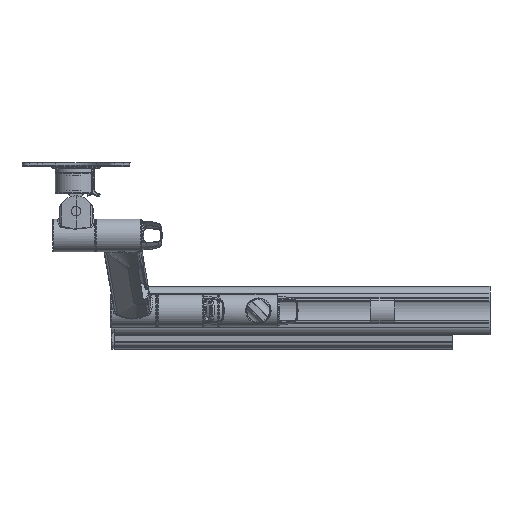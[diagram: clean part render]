
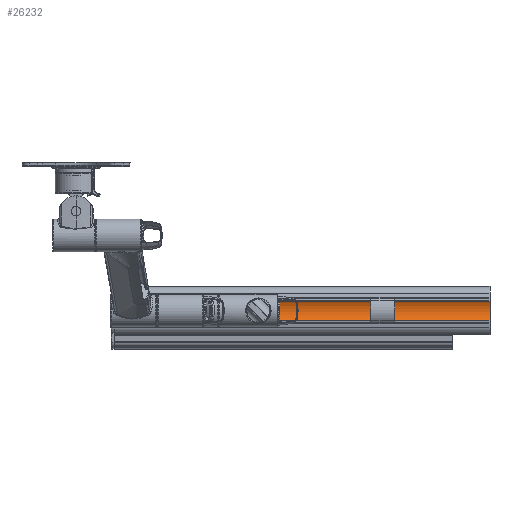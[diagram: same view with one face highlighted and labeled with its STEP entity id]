
A CAD part, left-side view. The second image highlights one B-rep face of the part: STEP entity #26232.
In plain terms, the highlighted cylindrical face has radius 20.75 mm (diameter 41.5 mm), a partial arc.
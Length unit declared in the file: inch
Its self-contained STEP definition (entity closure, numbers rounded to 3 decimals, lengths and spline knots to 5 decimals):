
#23 = VERTEX_POINT ( 'NONE', #30132 ) ;
#603 = DIRECTION ( 'NONE',  ( 0., 0., 1. ) ) ;
#1676 = AXIS2_PLACEMENT_3D ( 'NONE', #5093, #14372, #39892 ) ;
#3976 = CARTESIAN_POINT ( 'NONE',  ( -1.31156, -7.875, 0. ) ) ;
#4445 = DIRECTION ( 'NONE',  ( 0., -1., 0. ) ) ;
#5093 = CARTESIAN_POINT ( 'NONE',  ( -1.31156, 7.875, 0. ) ) ;
#5621 = EDGE_CURVE ( 'NONE', #35810, #29839, #29353, .T. ) ;
#7090 = CARTESIAN_POINT ( 'NONE',  ( -1.31156, 7.875, 0. ) ) ;
#10560 = CARTESIAN_POINT ( 'NONE',  ( -0.69197, 7.875, 0.53242 ) ) ;
#11097 = VECTOR ( 'NONE', #4445, 39.37008 ) ;
#11360 = ORIENTED_EDGE ( 'NONE', *, *, #29598, .T. ) ;
#13490 = EDGE_LOOP ( 'NONE', ( #14259, #22638, #20155, #11360 ) ) ;
#13850 = CARTESIAN_POINT ( 'NONE',  ( -0.69197, 7.875, -0.53242 ) ) ;
#13980 = CARTESIAN_POINT ( 'NONE',  ( -0.69197, 7.875, 0.53242 ) ) ;
#14259 = ORIENTED_EDGE ( 'NONE', *, *, #28404, .F. ) ;
#14372 = DIRECTION ( 'NONE',  ( 0., 1., 0. ) ) ;
#14375 = DIRECTION ( 'NONE',  ( 0., 1., 0. ) ) ;
#15780 = FACE_OUTER_BOUND ( 'NONE', #13490, .T. ) ;
#15884 = LINE ( 'NONE', #10560, #22845 ) ;
#16228 = DIRECTION ( 'NONE',  ( 0., -1., 0. ) ) ;
#19332 = DIRECTION ( 'NONE',  ( 0., 0., -1. ) ) ;
#20155 = ORIENTED_EDGE ( 'NONE', *, *, #5621, .T. ) ;
#22638 = ORIENTED_EDGE ( 'NONE', *, *, #37435, .F. ) ;
#22845 = VECTOR ( 'NONE', #33030, 39.37008 ) ;
#24704 = LINE ( 'NONE', #13850, #11097 ) ;
#26232 = ADVANCED_FACE ( 'NONE', ( #15780 ), #34311, .F. ) ;
#28404 = EDGE_CURVE ( 'NONE', #30214, #23, #29224, .T. ) ;
#29224 = CIRCLE ( 'NONE', #35390, 0.81693 ) ;
#29353 = CIRCLE ( 'NONE', #1676, 0.81693 ) ;
#29598 = EDGE_CURVE ( 'NONE', #29839, #23, #24704, .T. ) ;
#29839 = VERTEX_POINT ( 'NONE', #40924 ) ;
#30132 = CARTESIAN_POINT ( 'NONE',  ( -0.69197, -7.875, -0.53242 ) ) ;
#30214 = VERTEX_POINT ( 'NONE', #31065 ) ;
#31065 = CARTESIAN_POINT ( 'NONE',  ( -0.69197, -7.875, 0.53242 ) ) ;
#32138 = AXIS2_PLACEMENT_3D ( 'NONE', #7090, #16228, #19332 ) ;
#33030 = DIRECTION ( 'NONE',  ( 0., -1., 0. ) ) ;
#34311 = CYLINDRICAL_SURFACE ( 'NONE', #32138, 0.81693 ) ;
#35390 = AXIS2_PLACEMENT_3D ( 'NONE', #3976, #14375, #603 ) ;
#35810 = VERTEX_POINT ( 'NONE', #13980 ) ;
#37435 = EDGE_CURVE ( 'NONE', #35810, #30214, #15884, .T. ) ;
#39892 = DIRECTION ( 'NONE',  ( 0., 0., 1. ) ) ;
#40924 = CARTESIAN_POINT ( 'NONE',  ( -0.69197, 7.875, -0.53242 ) ) ;
